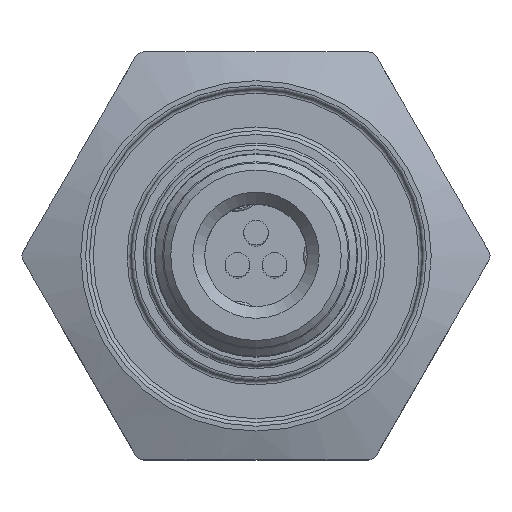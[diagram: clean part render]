
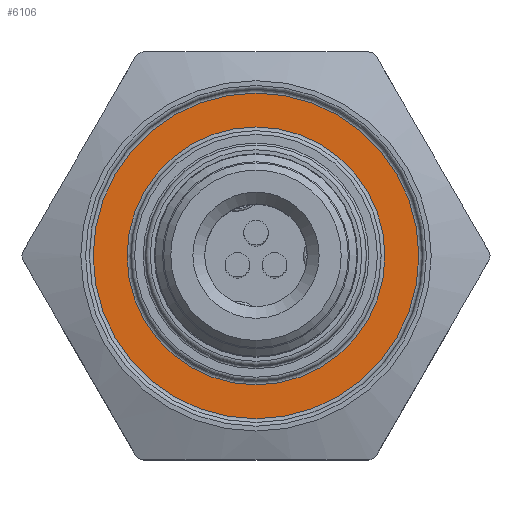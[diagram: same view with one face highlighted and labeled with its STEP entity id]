
A CAD part, top view. The second image highlights one B-rep face of the part: STEP entity #6106.
In plain terms, the highlighted planar face has unit normal (0, 0, 1).
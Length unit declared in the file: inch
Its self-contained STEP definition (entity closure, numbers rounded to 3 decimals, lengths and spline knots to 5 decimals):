
#136=PLANE($,#6602);
#1296=FACE_BOUND($,#1953,.T.);
#1492=FACE_OUTER_BOUND($,#1952,.T.);
#1952=EDGE_LOOP($,(#4436));
#1953=EDGE_LOOP($,(#4437));
#2453=CIRCLE($,#6498,0.34575);
#2456=CIRCLE($,#6502,0.27375);
#2764=VERTEX_POINT($,#8839);
#2767=VERTEX_POINT($,#8846);
#3414=EDGE_CURVE($,#2764,#2764,#2453,.T.);
#3417=EDGE_CURVE($,#2767,#2767,#2456,.T.);
#4436=ORIENTED_EDGE($,*,*,#3414,.T.);
#4437=ORIENTED_EDGE($,*,*,#3417,.T.);
#6106=ADVANCED_FACE($,(#1492,#1296),#136,.T.);
#6498=AXIS2_PLACEMENT_3D($,#8840,#7182,#7183);
#6502=AXIS2_PLACEMENT_3D($,#8847,#7190,#7191);
#6602=AXIS2_PLACEMENT_3D($,#9335,#7410,#7411);
#7182=DIRECTION('center_axis',(0.,0.,1.));
#7183=DIRECTION('ref_axis',(1.,0.,0.));
#7190=DIRECTION('center_axis',(0.,0.,-1.));
#7191=DIRECTION('ref_axis',(1.,0.,0.));
#7410=DIRECTION('center_axis',(0.,0.,1.));
#7411=DIRECTION('ref_axis',(1.,0.,0.));
#8839=CARTESIAN_POINT('',(0.34575,0.,0.635));
#8840=CARTESIAN_POINT('Origin',(0.,0.,0.635));
#8846=CARTESIAN_POINT('',(0.27375,0.,0.635));
#8847=CARTESIAN_POINT('Origin',(0.,0.,0.635));
#9335=CARTESIAN_POINT('Origin',(0.,0.,0.635));
